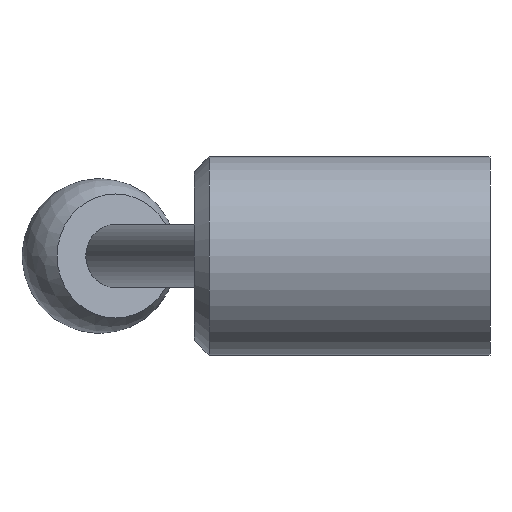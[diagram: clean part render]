
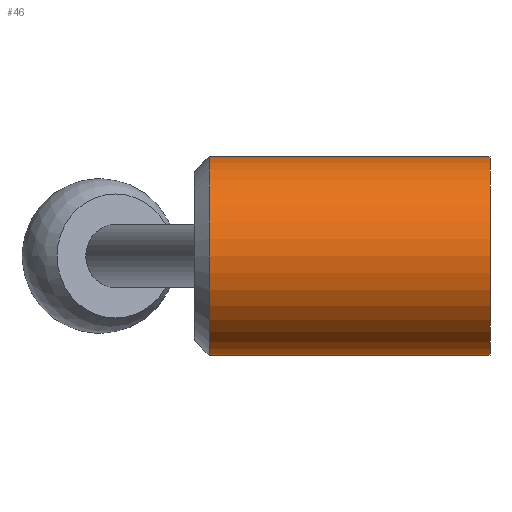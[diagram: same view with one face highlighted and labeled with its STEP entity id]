
A CAD part, left-side view. The second image highlights one B-rep face of the part: STEP entity #46.
In plain terms, the highlighted cylindrical face has radius 20.5 mm (diameter 41 mm), a full revolution.
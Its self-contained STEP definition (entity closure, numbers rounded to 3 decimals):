
#46 = ADVANCED_FACE( '', ( #96, #97, #98 ), #99, .T. );
#96 = FACE_OUTER_BOUND( '', #149, .T. );
#97 = FACE_BOUND( '', #150, .T. );
#98 = FACE_OUTER_BOUND( '', #151, .T. );
#99 = CYLINDRICAL_SURFACE( '', #152, 20.5 );
#149 = EDGE_LOOP( '', ( #206 ) );
#150 = EDGE_LOOP( '', ( #207 ) );
#151 = EDGE_LOOP( '', ( #208 ) );
#152 = AXIS2_PLACEMENT_3D( '', #209, #210, #211 );
#206 = ORIENTED_EDGE( '', *, *, #266, .F. );
#207 = ORIENTED_EDGE( '', *, *, #267, .F. );
#208 = ORIENTED_EDGE( '', *, *, #268, .T. );
#209 = CARTESIAN_POINT( '', ( 0., 0., 0. ) );
#210 = DIRECTION( '', ( 0., 1., 0. ) );
#211 = DIRECTION( '', ( 0., 0., -1. ) );
#266 = EDGE_CURVE( '', #297, #297, #298, .T. );
#267 = EDGE_CURVE( '', #299, #299, #300, .T. );
#268 = EDGE_CURVE( '', #301, #301, #302, .T. );
#297 = VERTEX_POINT( '', #333 );
#298 = CIRCLE( '', #334, 20.5 );
#299 = VERTEX_POINT( '', #335 );
#300 = B_SPLINE_CURVE_WITH_KNOTS( '', 3, ( #336, #337, #338, #339, #340, #341, #342, #343, #344, #345, #346, #347, #348, #349, #350, #351, #352, #353, #354, #355, #356, #357, #358, #359, #360, #361, #362, #363, #364, #365, #366, #367, #368, #369, #370, #371, #372, #373, #374, #375, #376, #377, #378, #379, #380, #381, #382, #383, #384, #385, #386, #387, #388, #389, #390, #391, #392, #393, #394, #395, #396, #397, #398, #399, #400, #401, #402, #403, #404, #405, #406, #407, #408, #409, #410, #411, #412, #413, #414, #415, #416, #417, #418, #419, #420 ), .UNSPECIFIED., .T., .F., ( 2, 2, 2, 2, 2, 2, 2, 2, 2, 2, 2, 2, 2, 2, 2, 2, 2, 2, 2, 2, 2, 2, 1, 2, 2, 2, 2, 2, 2, 2, 2, 2, 2, 2, 2, 2, 2, 2, 2, 2, 2, 2, 2, 2, 2 ), ( -0.001, 0., 0.001, 0.002, 0.003, 0.004, 0.004, 0.005, 0.006, 0.008, 0.008, 0.009, 0.01, 0.012, 0.013, 0.014, 0.015, 0.015, 0.017, 0.018, 0.019, 0.02, 0.02, 0.021, 0.022, 0.023, 0.024, 0.026, 0.026, 0.027, 0.028, 0.029, 0.03, 0.031, 0.032, 0.033, 0.033, 0.035, 0.036, 0.036, 0.037, 0.038, 0.04, 0.041, 0.042 ), .UNSPECIFIED. );
#301 = VERTEX_POINT( '', #421 );
#302 = CIRCLE( '', #422, 20.5 );
#333 = CARTESIAN_POINT( '', ( 0., 0., -20.5 ) );
#334 = AXIS2_PLACEMENT_3D( '', #481, #482, #483 );
#335 = CARTESIAN_POINT( '', ( 19.442, 48.8, -6.5 ) );
#336 = CARTESIAN_POINT( '', ( 19.442, 48.368, -6.5 ) );
#337 = CARTESIAN_POINT( '', ( 19.442, 49.232, -6.5 ) );
#338 = CARTESIAN_POINT( '', ( 19.457, 49.657, -6.457 ) );
#339 = CARTESIAN_POINT( '', ( 19.498, 50.283, -6.332 ) );
#340 = CARTESIAN_POINT( '', ( 19.514, 50.49, -6.28 ) );
#341 = CARTESIAN_POINT( '', ( 19.554, 50.899, -6.155 ) );
#342 = CARTESIAN_POINT( '', ( 19.577, 51.102, -6.082 ) );
#343 = CARTESIAN_POINT( '', ( 19.652, 51.691, -5.837 ) );
#344 = CARTESIAN_POINT( '', ( 19.711, 52.064, -5.637 ) );
#345 = CARTESIAN_POINT( '', ( 19.808, 52.592, -5.284 ) );
#346 = CARTESIAN_POINT( '', ( 19.841, 52.764, -5.156 ) );
#347 = CARTESIAN_POINT( '', ( 19.91, 53.092, -4.886 ) );
#348 = CARTESIAN_POINT( '', ( 19.944, 53.248, -4.745 ) );
#349 = CARTESIAN_POINT( '', ( 20.047, 53.694, -4.298 ) );
#350 = CARTESIAN_POINT( '', ( 20.115, 53.962, -3.973 ) );
#351 = CARTESIAN_POINT( '', ( 20.242, 54.438, -3.263 ) );
#352 = CARTESIAN_POINT( '', ( 20.299, 54.638, -2.889 ) );
#353 = CARTESIAN_POINT( '', ( 20.371, 54.882, -2.303 ) );
#354 = CARTESIAN_POINT( '', ( 20.393, 54.954, -2.104 ) );
#355 = CARTESIAN_POINT( '', ( 20.431, 55.079, -1.695 ) );
#356 = CARTESIAN_POINT( '', ( 20.447, 55.132, -1.485 ) );
#357 = CARTESIAN_POINT( '', ( 20.486, 55.258, -0.855 ) );
#358 = CARTESIAN_POINT( '', ( 20.5, 55.3, -0.431 ) );
#359 = CARTESIAN_POINT( '', ( 20.5, 55.3, 0.423 ) );
#360 = CARTESIAN_POINT( '', ( 20.486, 55.257, 0.857 ) );
#361 = CARTESIAN_POINT( '', ( 20.434, 55.09, 1.693 ) );
#362 = CARTESIAN_POINT( '', ( 20.396, 54.966, 2.099 ) );
#363 = CARTESIAN_POINT( '', ( 20.299, 54.638, 2.89 ) );
#364 = CARTESIAN_POINT( '', ( 20.241, 54.436, 3.266 ) );
#365 = CARTESIAN_POINT( '', ( 20.147, 54.084, 3.792 ) );
#366 = CARTESIAN_POINT( '', ( 20.114, 53.958, 3.961 ) );
#367 = CARTESIAN_POINT( '', ( 20.047, 53.689, 4.289 ) );
#368 = CARTESIAN_POINT( '', ( 20.012, 53.545, 4.448 ) );
#369 = CARTESIAN_POINT( '', ( 19.909, 53.095, 4.897 ) );
#370 = CARTESIAN_POINT( '', ( 19.84, 52.77, 5.164 ) );
#371 = CARTESIAN_POINT( '', ( 19.712, 52.068, 5.634 ) );
#372 = CARTESIAN_POINT( '', ( 19.652, 51.688, 5.839 ) );
#373 = CARTESIAN_POINT( '', ( 19.552, 50.905, 6.164 ) );
#374 = CARTESIAN_POINT( '', ( 19.512, 50.5, 6.288 ) );
#375 = CARTESIAN_POINT( '', ( 19.471, 49.87, 6.415 ) );
#376 = CARTESIAN_POINT( '', ( 19.46, 49.655, 6.447 ) );
#377 = CARTESIAN_POINT( '', ( 19.446, 49.229, 6.489 ) );
#378 = CARTESIAN_POINT( '', ( 19.439, 48.803, 6.51 ) );
#379 = CARTESIAN_POINT( '', ( 19.446, 48.377, 6.49 ) );
#380 = CARTESIAN_POINT( '', ( 19.46, 47.951, 6.448 ) );
#381 = CARTESIAN_POINT( '', ( 19.47, 47.738, 6.416 ) );
#382 = CARTESIAN_POINT( '', ( 19.511, 47.105, 6.29 ) );
#383 = CARTESIAN_POINT( '', ( 19.552, 46.699, 6.166 ) );
#384 = CARTESIAN_POINT( '', ( 19.651, 45.915, 5.84 ) );
#385 = CARTESIAN_POINT( '', ( 19.712, 45.534, 5.636 ) );
#386 = CARTESIAN_POINT( '', ( 19.84, 44.832, 5.166 ) );
#387 = CARTESIAN_POINT( '', ( 19.909, 44.506, 4.898 ) );
#388 = CARTESIAN_POINT( '', ( 20.012, 44.056, 4.449 ) );
#389 = CARTESIAN_POINT( '', ( 20.047, 43.912, 4.29 ) );
#390 = CARTESIAN_POINT( '', ( 20.114, 43.643, 3.963 ) );
#391 = CARTESIAN_POINT( '', ( 20.147, 43.518, 3.794 ) );
#392 = CARTESIAN_POINT( '', ( 20.241, 43.166, 3.269 ) );
#393 = CARTESIAN_POINT( '', ( 20.299, 42.964, 2.894 ) );
#394 = CARTESIAN_POINT( '', ( 20.396, 42.635, 2.103 ) );
#395 = CARTESIAN_POINT( '', ( 20.434, 42.511, 1.696 ) );
#396 = CARTESIAN_POINT( '', ( 20.473, 42.385, 1.071 ) );
#397 = CARTESIAN_POINT( '', ( 20.483, 42.354, 0.86 ) );
#398 = CARTESIAN_POINT( '', ( 20.497, 42.311, 0.432 ) );
#399 = CARTESIAN_POINT( '', ( 20.5, 42.3, 0.215 ) );
#400 = CARTESIAN_POINT( '', ( 20.5, 42.3, -0.427 ) );
#401 = CARTESIAN_POINT( '', ( 20.487, 42.342, -0.851 ) );
#402 = CARTESIAN_POINT( '', ( 20.448, 42.467, -1.48 ) );
#403 = CARTESIAN_POINT( '', ( 20.431, 42.52, -1.69 ) );
#404 = CARTESIAN_POINT( '', ( 20.393, 42.645, -2.1 ) );
#405 = CARTESIAN_POINT( '', ( 20.371, 42.717, -2.3 ) );
#406 = CARTESIAN_POINT( '', ( 20.299, 42.961, -2.888 ) );
#407 = CARTESIAN_POINT( '', ( 20.242, 43.162, -3.263 ) );
#408 = CARTESIAN_POINT( '', ( 20.115, 43.637, -3.972 ) );
#409 = CARTESIAN_POINT( '', ( 20.047, 43.905, -4.297 ) );
#410 = CARTESIAN_POINT( '', ( 19.944, 44.352, -4.744 ) );
#411 = CARTESIAN_POINT( '', ( 19.91, 44.508, -4.886 ) );
#412 = CARTESIAN_POINT( '', ( 19.841, 44.837, -5.156 ) );
#413 = CARTESIAN_POINT( '', ( 19.808, 45.008, -5.284 ) );
#414 = CARTESIAN_POINT( '', ( 19.711, 45.536, -5.637 ) );
#415 = CARTESIAN_POINT( '', ( 19.652, 45.908, -5.837 ) );
#416 = CARTESIAN_POINT( '', ( 19.552, 46.692, -6.163 ) );
#417 = CARTESIAN_POINT( '', ( 19.511, 47.107, -6.29 ) );
#418 = CARTESIAN_POINT( '', ( 19.457, 47.942, -6.457 ) );
#419 = CARTESIAN_POINT( '', ( 19.442, 48.368, -6.5 ) );
#420 = CARTESIAN_POINT( '', ( 19.442, 49.232, -6.5 ) );
#421 = CARTESIAN_POINT( '', ( 0., 57.95, -20.5 ) );
#422 = AXIS2_PLACEMENT_3D( '', #484, #485, #486 );
#481 = CARTESIAN_POINT( '', ( 0., 0., 0. ) );
#482 = DIRECTION( '', ( 0., -1., 0. ) );
#483 = DIRECTION( '', ( 0., 0., -1. ) );
#484 = CARTESIAN_POINT( '', ( 0., 57.95, 0. ) );
#485 = DIRECTION( '', ( 0., -1., 0. ) );
#486 = DIRECTION( '', ( 0., 0., -1. ) );
